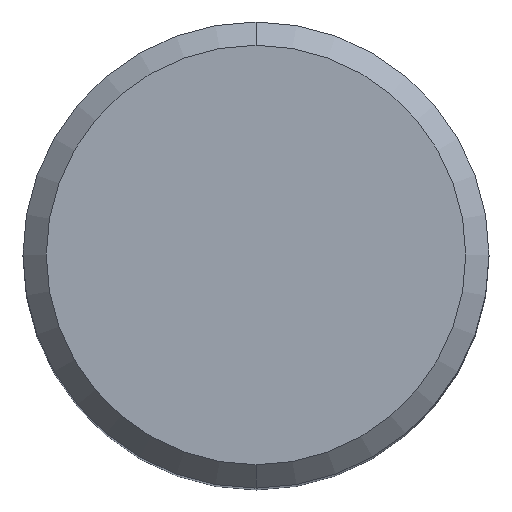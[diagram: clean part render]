
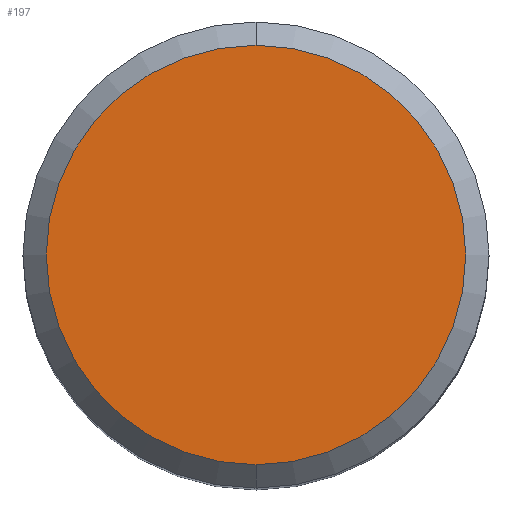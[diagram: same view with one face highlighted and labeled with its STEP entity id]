
A CAD part, top view. The second image highlights one B-rep face of the part: STEP entity #197.
In plain terms, the highlighted planar face has unit normal (0, 0, 1).
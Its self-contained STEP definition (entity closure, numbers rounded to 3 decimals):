
#109=EDGE_CURVE('',#169,#227,#260,.T.);
#143=EDGE_CURVE('',#227,#169,#299,.T.);
#169=VERTEX_POINT('',#330);
#197=ADVANCED_FACE('',(#362),#363,.T.);
#227=VERTEX_POINT('',#395);
#260=CIRCLE('',#424,9.0);
#299=CIRCLE('',#478,9.0);
#330=CARTESIAN_POINT('',(0.0,9.0,0.));
#362=FACE_OUTER_BOUND('',#550,.T.);
#363=PLANE('',#551);
#395=CARTESIAN_POINT('',(0.,-9.0,0.));
#424=AXIS2_PLACEMENT_3D('',#610,#611,#612);
#478=AXIS2_PLACEMENT_3D('',#660,#661,#662);
#550=EDGE_LOOP('',(#756,#757));
#551=AXIS2_PLACEMENT_3D('',#758,#759,#760);
#610=CARTESIAN_POINT('',(0.0,0.0,0.));
#611=DIRECTION('',(0.0,0.0,-1.0));
#612=DIRECTION('',(0.0,1.0,0.0));
#660=CARTESIAN_POINT('',(0.0,0.0,0.));
#661=DIRECTION('',(0.0,0.0,-1.0));
#662=DIRECTION('',(0.0,1.0,0.0));
#756=ORIENTED_EDGE('',*,*,#109,.F.);
#757=ORIENTED_EDGE('',*,*,#143,.F.);
#758=CARTESIAN_POINT('',(0.0,4.5,0.));
#759=DIRECTION('',(-0.0,0.0,1.0));
#760=DIRECTION('',(0.0,-1.0,0.0));
